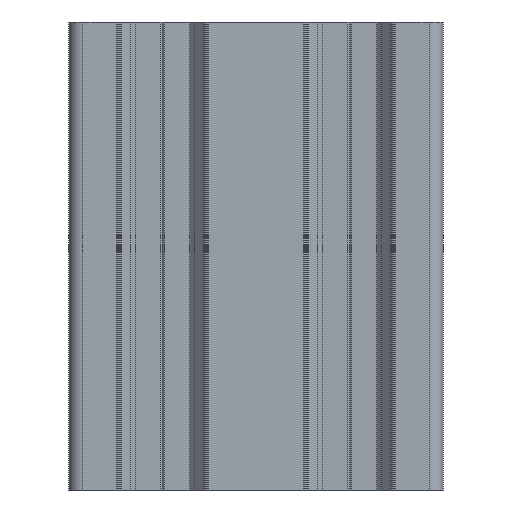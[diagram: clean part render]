
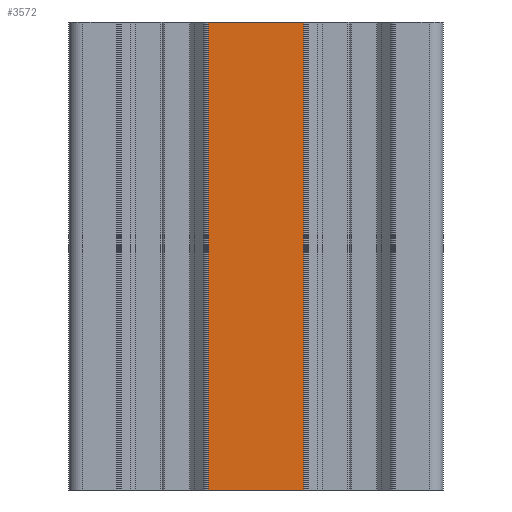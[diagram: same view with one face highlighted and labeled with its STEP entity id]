
A CAD part, front view. The second image highlights one B-rep face of the part: STEP entity #3572.
In plain terms, the highlighted planar face has unit normal (0, -1, 0).
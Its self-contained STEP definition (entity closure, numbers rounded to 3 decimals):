
#393 = CARTESIAN_POINT ( 'NONE',  ( -1.271, -18.131, 0. ) ) ;
#419 = DIRECTION ( 'NONE',  ( 0., 0., -1. ) ) ;
#603 = DIRECTION ( 'NONE',  ( 1., 0., 0. ) ) ;
#691 = FACE_OUTER_BOUND ( 'NONE', #10833, .T. ) ;
#1266 = VECTOR ( 'NONE', #603, 1000. ) ;
#1635 = LINE ( 'NONE', #5569, #1266 ) ;
#1723 = CARTESIAN_POINT ( 'NONE',  ( 3.622, -18.131, 50. ) ) ;
#1863 = EDGE_CURVE ( 'NONE', #12455, #10191, #1635, .T. ) ;
#2336 = CARTESIAN_POINT ( 'NONE',  ( 8.929, -18.131, 0. ) ) ;
#3239 = ORIENTED_EDGE ( 'NONE', *, *, #1863, .F. ) ;
#3534 = EDGE_CURVE ( 'NONE', #8981, #10528, #12515, .T. ) ;
#3572 = ADVANCED_FACE ( 'NONE', ( #691 ), #12702, .F. ) ;
#3846 = DIRECTION ( 'NONE',  ( -1., 0., 0. ) ) ;
#3887 = VECTOR ( 'NONE', #8507, 1000. ) ;
#4576 = CARTESIAN_POINT ( 'NONE',  ( -1.271, -18.131, 50. ) ) ;
#4818 = ORIENTED_EDGE ( 'NONE', *, *, #12188, .F. ) ;
#5326 = CARTESIAN_POINT ( 'NONE',  ( -1.271, -18.131, 50. ) ) ;
#5535 = ORIENTED_EDGE ( 'NONE', *, *, #5960, .T. ) ;
#5569 = CARTESIAN_POINT ( 'NONE',  ( -1.271, -18.131, 50. ) ) ;
#5960 = EDGE_CURVE ( 'NONE', #12455, #8981, #9266, .T. ) ;
#6343 = AXIS2_PLACEMENT_3D ( 'NONE', #1723, #8633, #3846 ) ;
#6608 = DIRECTION ( 'NONE',  ( 0., 0., -1. ) ) ;
#8507 = DIRECTION ( 'NONE',  ( 1., 0., 0. ) ) ;
#8633 = DIRECTION ( 'NONE',  ( 0., 1., 0. ) ) ;
#8757 = CARTESIAN_POINT ( 'NONE',  ( 3.622, -18.131, 0. ) ) ;
#8981 = VERTEX_POINT ( 'NONE', #393 ) ;
#9266 = LINE ( 'NONE', #5326, #11426 ) ;
#10191 = VERTEX_POINT ( 'NONE', #12398 ) ;
#10528 = VERTEX_POINT ( 'NONE', #2336 ) ;
#10833 = EDGE_LOOP ( 'NONE', ( #11733, #4818, #3239, #5535 ) ) ;
#11426 = VECTOR ( 'NONE', #419, 1000. ) ;
#11709 = VECTOR ( 'NONE', #6608, 1000. ) ;
#11730 = CARTESIAN_POINT ( 'NONE',  ( 8.929, -18.131, 50. ) ) ;
#11733 = ORIENTED_EDGE ( 'NONE', *, *, #3534, .T. ) ;
#12188 = EDGE_CURVE ( 'NONE', #10191, #10528, #12689, .T. ) ;
#12398 = CARTESIAN_POINT ( 'NONE',  ( 8.929, -18.131, 50. ) ) ;
#12455 = VERTEX_POINT ( 'NONE', #4576 ) ;
#12515 = LINE ( 'NONE', #8757, #3887 ) ;
#12689 = LINE ( 'NONE', #11730, #11709 ) ;
#12702 = PLANE ( 'NONE',  #6343 ) ;
